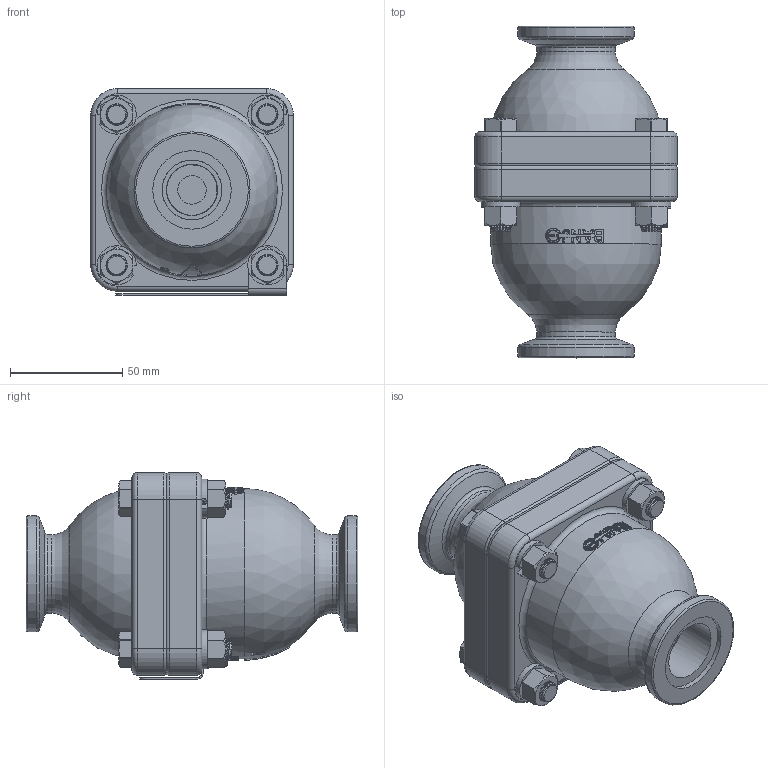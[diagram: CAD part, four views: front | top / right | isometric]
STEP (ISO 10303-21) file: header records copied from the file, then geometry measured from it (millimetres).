
FILE_DESCRIPTION(/* description */ ('125 PSI PRESSURE RELIEF VALVE'),/* implementation_level */ '2;1');
FILE_NAME(/* name */ 'MPRV100-125.stp',/* time_stamp */ '2023-01-05T09:01:02-05:00',/* author */ ('ETQ'),/* organization */ (''),/* preprocessor_version */ 'ST-DEVELOPER v18.1',/* originating_system */ 'Autodesk Inventor 2022',/* authorisation */ '');
FILE_SCHEMA (('AUTOMOTIVE_DESIGN { 1 0 10303 214 3 1 1 }'));
Products named in the file (17): MPRV100-125; MPRV101; MPRV101X; MPRV103A; MPRV103X; PRV102A; PRV102AX; PRV108; PRV107T; PRV110A; PRV111A; PRV112; V20011SS; V20018; V20019; V20264; PRV109
Assembly tree (29 placements, depth 3):
  MPRV100-125
    MPRV101
      MPRV101X
    MPRV103A
      MPRV103X
    PRV102A
      PRV102AX
    PRV108
    PRV107T
    PRV109  x5
    PRV110A
    PRV111A
    PRV112
    V20011SS  x4
    V20018  x4
    V20019  x4
    V20264
Bounding box: 90.42 x 148.08 x 92.28 mm (x, y, z)
Volume: 356852.2 mm3; surface area: 152692 mm2
Topology: 26 solids, 26 shells, 2572 faces, 6367 edges, 3991 vertices
Faces by surface type: plane 999, cylinder 620, bspline 442, cone 421, torus 61, sphere 29
Full cylindrical faces by diameter (mm): 3.429 x6, 4.445 x1, 4.826 x4, 5.588 x2, 9.474 x1, 9.652 x1, 10.312 x8, 12.7 x1, 22.86 x5, 25.4 x1, 25.908 x1, 26.67 x2, 29.083 x1, 29.21 x1, 32.893 x5, 34.29 x2, 35.052 x4, 46.99 x1, 51.816 x2, 66.548 x1, 72.644 x1, 76.2 x1, 81.28 x1
Entity records: 67194 total; most frequent: CARTESIAN_POINT 22704, ORIENTED_EDGE 9872, DIRECTION 7712, EDGE_CURVE 4936, VERTEX_POINT 3207, LINE 2760, VECTOR 2760, AXIS2_PLACEMENT_3D 2476
